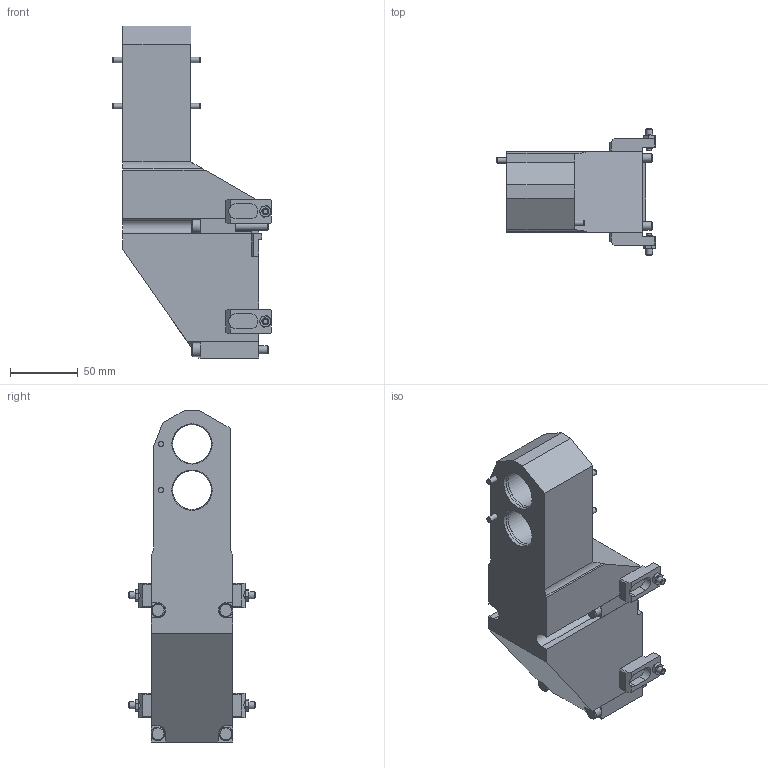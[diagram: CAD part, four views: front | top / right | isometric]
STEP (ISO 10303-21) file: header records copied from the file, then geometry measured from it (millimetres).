
FILE_DESCRIPTION(/* description */ (''),/* implementation_level */ '2;1');
FILE_NAME(/* name */ '10010146009_stp.stp',/* time_stamp */ '2017-05-03T13:27:14+02:00',/* author */ (''),/* organization */ (''),/* preprocessor_version */ 'ST-DEVELOPER v15',/* originating_system */ 'SIEMENS PLM Software NX 9.0',/* authorisation */ '');
FILE_SCHEMA (('AUTOMOTIVE_DESIGN { 1 0 10303 214 3 1 1 1 }'));
Length unit declared in the file: millimetre
Products named in the file (1): krei1418FB39d7hg
Bounding box: 117 x 93 x 244.5 mm (x, y, z)
Volume: 891158.9 mm3; surface area: 86658.8 mm2
Topology: 1 solids, 1 shells, 296 faces, 745 edges, 472 vertices
Faces by surface type: plane 175, cone 72, cylinder 49
Full cylindrical faces by diameter (mm): 3.5 x4, 4 x4, 5 x8, 6 x4, 7 x2, 10 x4, 28.51 x2, 28.54 x4
Entity records: 8389 total; most frequent: CARTESIAN_POINT 1694, DIRECTION 1343, ORIENTED_EDGE 1326, EDGE_CURVE 663, AXIS2_PLACEMENT_3D 479, VERTEX_POINT 446, LINE 385, VECTOR 385
